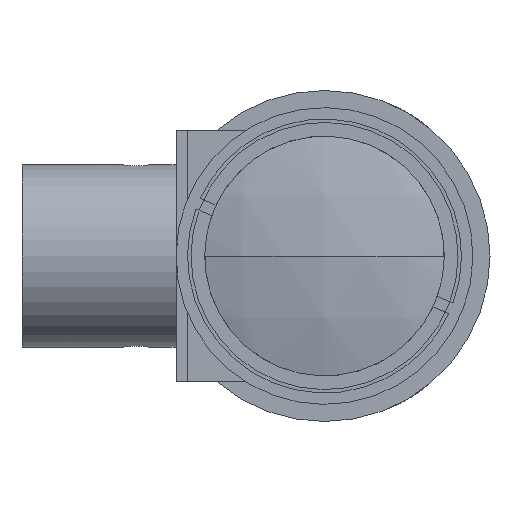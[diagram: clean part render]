
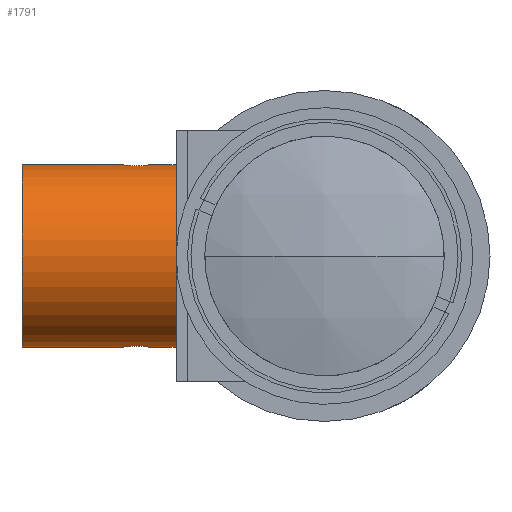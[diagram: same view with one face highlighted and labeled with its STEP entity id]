
A CAD part, left-side view. The second image highlights one B-rep face of the part: STEP entity #1791.
In plain terms, the highlighted cylindrical face has radius 8 mm (diameter 16 mm), a partial arc.
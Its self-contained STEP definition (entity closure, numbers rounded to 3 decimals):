
#52 = CARTESIAN_POINT ( 'NONE',  ( 51.482, 17.75, -8. ) ) ;
#63 = CARTESIAN_POINT ( 'NONE',  ( 50.397, 16.664, -7.902 ) ) ;
#75 = CARTESIAN_POINT ( 'NONE',  ( 51.647, 15.25, -8. ) ) ;
#104 = CARTESIAN_POINT ( 'NONE',  ( 51.647, 15.25, 8. ) ) ;
#178 = CARTESIAN_POINT ( 'NONE',  ( 51.647, 13., 0. ) ) ;
#212 = DIRECTION ( 'NONE',  ( 0., 0., -1. ) ) ;
#270 = CARTESIAN_POINT ( 'NONE',  ( 50.397, 16.581, 7.902 ) ) ;
#353 = ORIENTED_EDGE ( 'NONE', *, *, #1318, .T. ) ;
#361 = CARTESIAN_POINT ( 'NONE',  ( 51.319, 17.717, -7.995 ) ) ;
#375 = CARTESIAN_POINT ( 'NONE',  ( 50.405, 16.336, -7.903 ) ) ;
#406 = VERTEX_POINT ( 'NONE', #1888 ) ;
#446 = EDGE_CURVE ( 'NONE', #941, #3304, #711, .T. ) ;
#459 = VERTEX_POINT ( 'NONE', #3179 ) ;
#505 = VERTEX_POINT ( 'NONE', #104 ) ;
#530 = AXIS2_PLACEMENT_3D ( 'NONE', #3911, #2067, #212 ) ;
#597 = CARTESIAN_POINT ( 'NONE',  ( 50.437, 16.825, 7.908 ) ) ;
#698 = CARTESIAN_POINT ( 'NONE',  ( 50.461, 16.097, -7.912 ) ) ;
#711 = B_SPLINE_CURVE_WITH_KNOTS ( 'NONE', 3,
 ( #3158, #52, #361, #1296, #3456, #1604, #3766, #1915, #63, #2230, #375, #2541, #698, #2850, #993, #3166, #1307, #3468, #1617, #3776, #1927, #75 ),
 .UNSPECIFIED., .F., .F.,
 ( 4, 2, 2, 2, 2, 2, 2, 2, 2, 2, 4 ),
 ( 0., 0., 0.001, 0.001, 0.002, 0.002, 0.002, 0.003, 0.003, 0.004, 0.004 ),
 .UNSPECIFIED. ) ;
#734 = ORIENTED_EDGE ( 'NONE', *, *, #3775, .F. ) ;
#745 = ORIENTED_EDGE ( 'NONE', *, *, #2316, .T. ) ;
#815 = DIRECTION ( 'NONE',  ( 0., 1., 0. ) ) ;
#832 = LINE ( 'NONE', #2550, #3910 ) ;
#888 = CARTESIAN_POINT ( 'NONE',  ( 51.647, 15.25, 8. ) ) ;
#898 = CARTESIAN_POINT ( 'NONE',  ( 50.555, 17.13, 7.925 ) ) ;
#941 = VERTEX_POINT ( 'NONE', #2295 ) ;
#993 = CARTESIAN_POINT ( 'NONE',  ( 50.647, 15.733, -7.938 ) ) ;
#1002 = DIRECTION ( 'NONE',  ( 0., 1., 0. ) ) ;
#1194 = CARTESIAN_POINT ( 'NONE',  ( 51.319, 15.283, 7.995 ) ) ;
#1207 = CARTESIAN_POINT ( 'NONE',  ( 50.88, 17.5, 7.964 ) ) ;
#1223 = CARTESIAN_POINT ( 'NONE',  ( 51.647, 15.25, -8. ) ) ;
#1257 = CYLINDRICAL_SURFACE ( 'NONE', #2195, 8. ) ;
#1296 = CARTESIAN_POINT ( 'NONE',  ( 51.017, 17.592, -7.977 ) ) ;
#1307 = CARTESIAN_POINT ( 'NONE',  ( 51.017, 15.408, -7.977 ) ) ;
#1318 = EDGE_CURVE ( 'NONE', #505, #406, #2861, .T. ) ;
#1371 = VERTEX_POINT ( 'NONE', #3993 ) ;
#1400 = CARTESIAN_POINT ( 'NONE',  ( 51.647, 26.5, 0. ) ) ;
#1408 = ORIENTED_EDGE ( 'NONE', *, *, #2049, .T. ) ;
#1481 = CARTESIAN_POINT ( 'NONE',  ( 51.647, 13., -8. ) ) ;
#1504 = CARTESIAN_POINT ( 'NONE',  ( 50.878, 15.501, 7.964 ) ) ;
#1517 = CARTESIAN_POINT ( 'NONE',  ( 51.244, 17.686, 7.99 ) ) ;
#1604 = CARTESIAN_POINT ( 'NONE',  ( 50.648, 17.269, -7.938 ) ) ;
#1617 = CARTESIAN_POINT ( 'NONE',  ( 51.322, 15.29, -7.994 ) ) ;
#1675 = LINE ( 'NONE', #1481, #3228 ) ;
#1686 = CIRCLE ( 'NONE', #530, 8. ) ;
#1707 = DIRECTION ( 'NONE',  ( 0., 0., -1. ) ) ;
#1790 = VECTOR ( 'NONE', #3112, 1000. ) ;
#1791 = ADVANCED_FACE ( 'NONE', ( #2083 ), #1257, .T. ) ;
#1794 = DIRECTION ( 'NONE',  ( 0., 1., 0. ) ) ;
#1808 = CARTESIAN_POINT ( 'NONE',  ( 50.555, 15.871, 7.925 ) ) ;
#1825 = CARTESIAN_POINT ( 'NONE',  ( 51.482, 17.742, 7.999 ) ) ;
#1856 = ORIENTED_EDGE ( 'NONE', *, *, #3661, .T. ) ;
#1860 = AXIS2_PLACEMENT_3D ( 'NONE', #1400, #3558, #1707 ) ;
#1888 = CARTESIAN_POINT ( 'NONE',  ( 51.647, 17.75, 8. ) ) ;
#1915 = CARTESIAN_POINT ( 'NONE',  ( 50.43, 16.828, -7.907 ) ) ;
#1927 = CARTESIAN_POINT ( 'NONE',  ( 51.565, 15.25, -8. ) ) ;
#2049 = EDGE_CURVE ( 'NONE', #406, #459, #3962, .T. ) ;
#2067 = DIRECTION ( 'NONE',  ( 0., -1., 0. ) ) ;
#2070 = CIRCLE ( 'NONE', #1860, 8. ) ;
#2083 = FACE_OUTER_BOUND ( 'NONE', #2791, .T. ) ;
#2114 = ORIENTED_EDGE ( 'NONE', *, *, #3639, .F. ) ;
#2123 = CARTESIAN_POINT ( 'NONE',  ( 50.397, 16.336, 7.902 ) ) ;
#2136 = CARTESIAN_POINT ( 'NONE',  ( 51.647, 17.75, 8. ) ) ;
#2139 = CARTESIAN_POINT ( 'NONE',  ( 51.647, 13., 8. ) ) ;
#2162 = VECTOR ( 'NONE', #3530, 1000. ) ;
#2195 = AXIS2_PLACEMENT_3D ( 'NONE', #178, #815, #2976 ) ;
#2230 = CARTESIAN_POINT ( 'NONE',  ( 50.397, 16.419, -7.902 ) ) ;
#2295 = CARTESIAN_POINT ( 'NONE',  ( 51.647, 17.75, -8. ) ) ;
#2316 = EDGE_CURVE ( 'NONE', #2907, #505, #832, .T. ) ;
#2440 = CARTESIAN_POINT ( 'NONE',  ( 50.405, 16.664, 7.903 ) ) ;
#2519 = EDGE_CURVE ( 'NONE', #2907, #1371, #1686, .T. ) ;
#2541 = CARTESIAN_POINT ( 'NONE',  ( 50.437, 16.175, -7.908 ) ) ;
#2550 = CARTESIAN_POINT ( 'NONE',  ( 51.647, 13., 8. ) ) ;
#2752 = CARTESIAN_POINT ( 'NONE',  ( 50.461, 16.903, 7.912 ) ) ;
#2791 = EDGE_LOOP ( 'NONE', ( #2114, #2797, #745, #353, #1408, #1856, #734, #3893 ) ) ;
#2797 = ORIENTED_EDGE ( 'NONE', *, *, #2519, .F. ) ;
#2850 = CARTESIAN_POINT ( 'NONE',  ( 50.555, 15.87, -7.925 ) ) ;
#2861 = B_SPLINE_CURVE_WITH_KNOTS ( 'NONE', 3,
 ( #888, #3057, #1194, #3357, #1504, #3665, #1808, #3971, #2123, #270, #2440, #597, #2752, #898, #3070, #1207, #3370, #1517, #3677, #1825, #3980, #2136 ),
 .UNSPECIFIED., .F., .F.,
 ( 4, 2, 2, 2, 2, 2, 2, 2, 2, 2, 4 ),
 ( 0., 0., 0.001, 0.001, 0.002, 0.002, 0.002, 0.003, 0.003, 0.004, 0.004 ),
 .UNSPECIFIED. ) ;
#2907 = VERTEX_POINT ( 'NONE', #2139 ) ;
#2976 = DIRECTION ( 'NONE',  ( 0., 0., 1. ) ) ;
#3057 = CARTESIAN_POINT ( 'NONE',  ( 51.482, 15.25, 8. ) ) ;
#3064 = CARTESIAN_POINT ( 'NONE',  ( 51.647, 26.5, -8. ) ) ;
#3070 = CARTESIAN_POINT ( 'NONE',  ( 50.647, 17.267, 7.938 ) ) ;
#3112 = DIRECTION ( 'NONE',  ( 0., 1., 0. ) ) ;
#3158 = CARTESIAN_POINT ( 'NONE',  ( 51.647, 17.75, -8. ) ) ;
#3166 = CARTESIAN_POINT ( 'NONE',  ( 50.88, 15.5, -7.964 ) ) ;
#3179 = CARTESIAN_POINT ( 'NONE',  ( 51.647, 26.5, 8. ) ) ;
#3228 = VECTOR ( 'NONE', #1794, 1000. ) ;
#3304 = VERTEX_POINT ( 'NONE', #1223 ) ;
#3357 = CARTESIAN_POINT ( 'NONE',  ( 51.017, 15.408, 7.977 ) ) ;
#3370 = CARTESIAN_POINT ( 'NONE',  ( 51.017, 17.592, 7.977 ) ) ;
#3410 = CARTESIAN_POINT ( 'NONE',  ( 51.647, 13., 8. ) ) ;
#3456 = CARTESIAN_POINT ( 'NONE',  ( 50.878, 17.499, -7.964 ) ) ;
#3468 = CARTESIAN_POINT ( 'NONE',  ( 51.244, 15.314, -7.99 ) ) ;
#3530 = DIRECTION ( 'NONE',  ( 0., 1., 0. ) ) ;
#3558 = DIRECTION ( 'NONE',  ( 0., -1., 0. ) ) ;
#3639 = EDGE_CURVE ( 'NONE', #1371, #3304, #3794, .T. ) ;
#3661 = EDGE_CURVE ( 'NONE', #459, #3826, #2070, .T. ) ;
#3665 = CARTESIAN_POINT ( 'NONE',  ( 50.648, 15.731, 7.938 ) ) ;
#3677 = CARTESIAN_POINT ( 'NONE',  ( 51.322, 17.71, 7.994 ) ) ;
#3766 = CARTESIAN_POINT ( 'NONE',  ( 50.555, 17.129, -7.925 ) ) ;
#3775 = EDGE_CURVE ( 'NONE', #941, #3826, #1675, .T. ) ;
#3776 = CARTESIAN_POINT ( 'NONE',  ( 51.482, 15.258, -7.999 ) ) ;
#3794 = LINE ( 'NONE', #3833, #2162 ) ;
#3826 = VERTEX_POINT ( 'NONE', #3064 ) ;
#3833 = CARTESIAN_POINT ( 'NONE',  ( 51.647, 13., -8. ) ) ;
#3893 = ORIENTED_EDGE ( 'NONE', *, *, #446, .T. ) ;
#3910 = VECTOR ( 'NONE', #1002, 1000. ) ;
#3911 = CARTESIAN_POINT ( 'NONE',  ( 51.647, 13., 0. ) ) ;
#3962 = LINE ( 'NONE', #3410, #1790 ) ;
#3971 = CARTESIAN_POINT ( 'NONE',  ( 50.43, 16.172, 7.907 ) ) ;
#3980 = CARTESIAN_POINT ( 'NONE',  ( 51.565, 17.75, 8. ) ) ;
#3993 = CARTESIAN_POINT ( 'NONE',  ( 51.647, 13., -8. ) ) ;
